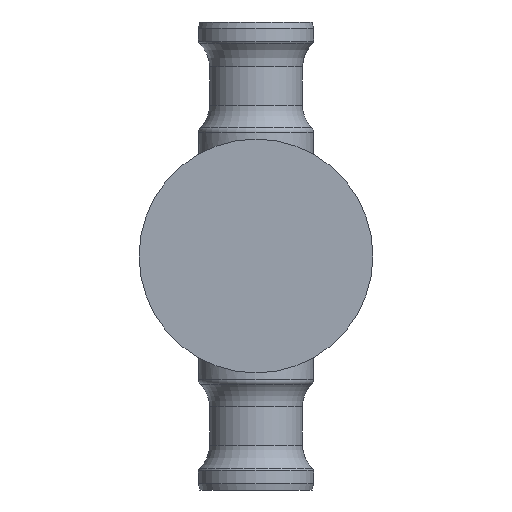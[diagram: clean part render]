
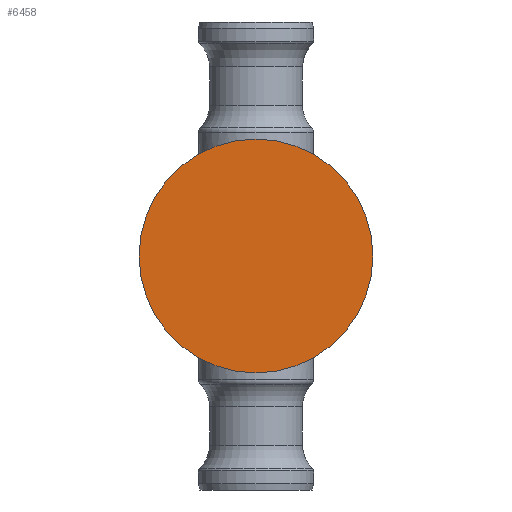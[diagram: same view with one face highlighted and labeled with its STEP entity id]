
A CAD part, front view. The second image highlights one B-rep face of the part: STEP entity #6458.
In plain terms, the highlighted planar face has unit normal (0, -1, 0).
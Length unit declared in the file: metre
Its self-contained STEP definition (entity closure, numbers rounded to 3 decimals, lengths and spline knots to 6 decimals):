
#314=PLANE('',#7596);
#1060=ORIENTED_EDGE('',*,*,#2053,.T.);
#2053=EDGE_CURVE('',#2697,#2697,#3301,.T.);
#2697=VERTEX_POINT('',#11245);
#3301=CIRCLE('',#7595,0.0365);
#4112=EDGE_LOOP('',(#1060));
#5296=FACE_BOUND('',#4112,.T.);
#6458=ADVANCED_FACE('',(#5296),#314,.F.);
#7595=AXIS2_PLACEMENT_3D('',#11244,#9211,#9212);
#7596=AXIS2_PLACEMENT_3D('',#11246,#9213,#9214);
#9211=DIRECTION('',(0.,-1.,0.));
#9212=DIRECTION('',(0.,0.,-1.));
#9213=DIRECTION('',(0.,1.,0.));
#9214=DIRECTION('',(0.,0.,1.));
#11244=CARTESIAN_POINT('',(0.,-0.3,0.));
#11245=CARTESIAN_POINT('',(0.,-0.3,-0.0365));
#11246=CARTESIAN_POINT('',(0.,-0.3,0.01825));
